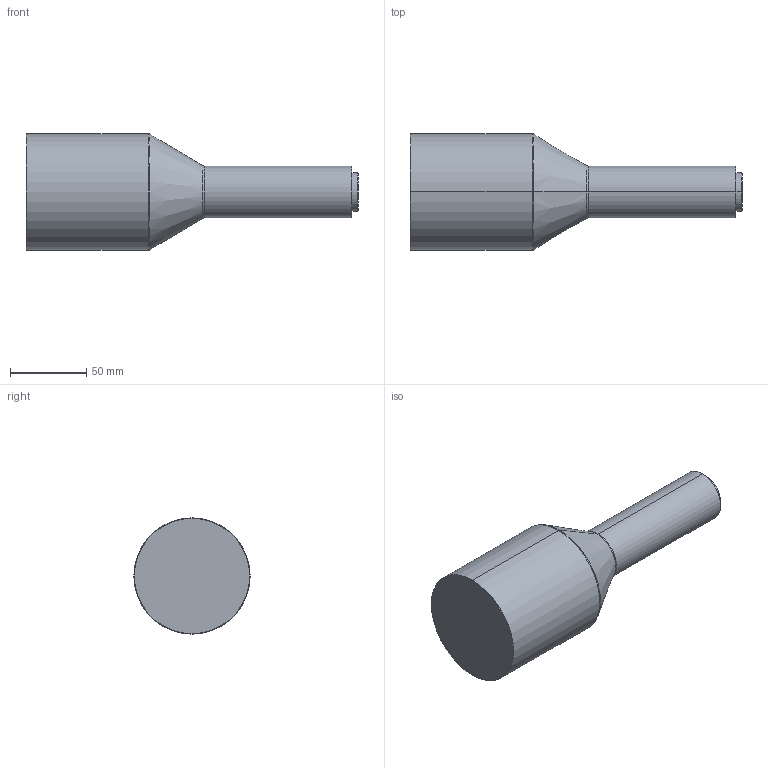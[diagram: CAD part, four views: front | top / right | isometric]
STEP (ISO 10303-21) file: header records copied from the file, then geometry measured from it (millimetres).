
FILE_DESCRIPTION (( 'STEP AP203' ), '1' );
FILE_NAME ('WWK0367-220-111 STEPͼ.STEP', '2019-10-29T07:50:36', ( '' ), ( '' ), 'SwSTEP 2.0', 'SolidWorks 2014', '' );
FILE_SCHEMA (( 'CONFIG_CONTROL_DESIGN' ));
Length unit declared in the file: millimetre
Products named in the file (1): WWK0367-220-111 STEPͼ
Bounding box: 217.1 x 76 x 76 mm (x, y, z)
Volume: 543653.6 mm3; surface area: 42396.3 mm2
Topology: 1 solids, 1 shells, 21 faces, 40 edges, 22 vertices
Faces by surface type: cone 8, cylinder 6, torus 4, plane 3
Entity records: 605 total; most frequent: DIRECTION 110, CARTESIAN_POINT 84, ORIENTED_EDGE 80, AXIS2_PLACEMENT_3D 48, EDGE_CURVE 40, CIRCLE 26, VERTEX_POINT 22, EDGE_LOOP 22
